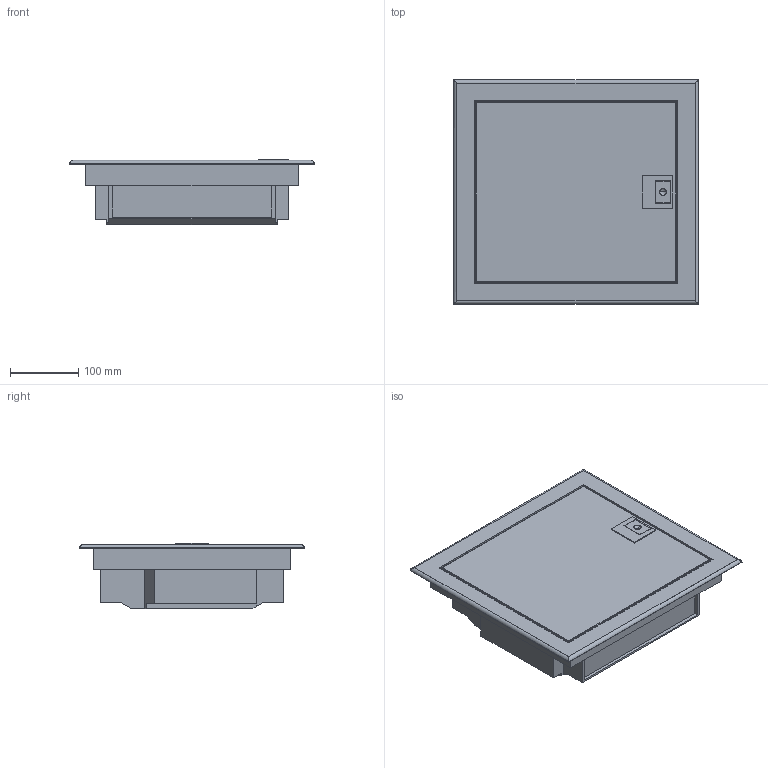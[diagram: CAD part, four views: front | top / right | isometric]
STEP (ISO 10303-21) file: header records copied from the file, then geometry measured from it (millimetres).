
FILE_DESCRIPTION (( 'STEP AP214' ), '1' );
FILE_NAME ('MKP54-V-14-30-01 - 扻豵鵨 帎眄 4_14.STEP', '2016-08-01T06:29:18', ( '' ), ( '' ), 'SwSTEP 2.0', 'SolidWorks 2014', '' );
FILE_SCHEMA (( 'AUTOMOTIVE_DESIGN' ));
Length unit declared in the file: millimetre
Products named in the file (1): MKP54-V-14-30-01 - 扻豵鵨 帎眄 4_14
Bounding box: 360 x 330 x 96 mm (x, y, z)
Volume: 1023274.2 mm3; surface area: 886652.6 mm2
Topology: 5 solids, 5 shells, 283 faces, 732 edges, 469 vertices
Faces by surface type: plane 191, cylinder 76, sphere 14, torus 2
Entity records: 8528 total; most frequent: CARTESIAN_POINT 1509, ORIENTED_EDGE 1448, DIRECTION 1416, EDGE_CURVE 724, LINE 576, VECTOR 576, VERTEX_POINT 465, AXIS2_PLACEMENT_3D 420
